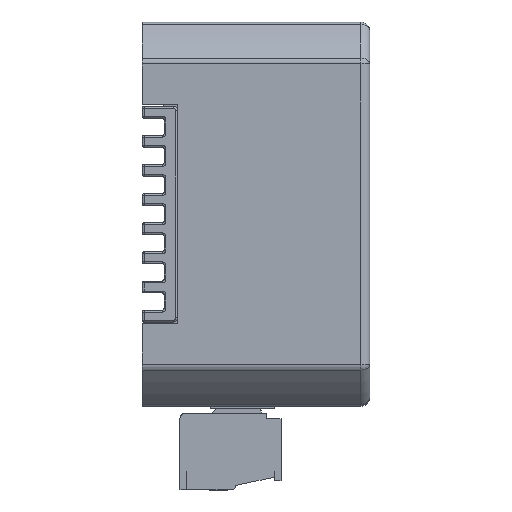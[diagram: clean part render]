
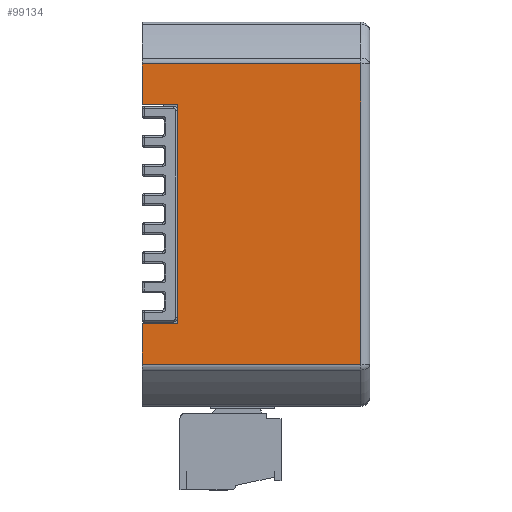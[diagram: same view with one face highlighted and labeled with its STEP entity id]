
A CAD part, left-side view. The second image highlights one B-rep face of the part: STEP entity #99134.
In plain terms, the highlighted planar face has unit normal (-1, 0, 0).
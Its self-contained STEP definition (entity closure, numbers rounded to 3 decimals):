
#308 = LINE ( 'NONE', #22080, #42000 ) ;
#3089 = EDGE_CURVE ( 'NONE', #97547, #75797, #37448, .T. ) ;
#4221 = CARTESIAN_POINT ( 'NONE',  ( -12.185, 36.502, 21.304 ) ) ;
#4909 = CARTESIAN_POINT ( 'NONE',  ( -12.185, 40.302, 21.204 ) ) ;
#5278 = VERTEX_POINT ( 'NONE', #105341 ) ;
#6387 = EDGE_CURVE ( 'NONE', #54718, #101703, #40395, .T. ) ;
#7457 = VECTOR ( 'NONE', #94033, 1000. ) ;
#8401 = CARTESIAN_POINT ( 'NONE',  ( -12.185, 36.602, 45.204 ) ) ;
#8538 = CIRCLE ( 'NONE', #21179, 0.1 ) ;
#8763 = VERTEX_POINT ( 'NONE', #49463 ) ;
#8791 = EDGE_CURVE ( 'NONE', #54718, #58860, #13186, .T. ) ;
#12603 = DIRECTION ( 'NONE',  ( 0., 0., 1. ) ) ;
#13186 = LINE ( 'NONE', #41481, #30094 ) ;
#13272 = DIRECTION ( 'NONE',  ( 0., 0., -1. ) ) ;
#14715 = AXIS2_PLACEMENT_3D ( 'NONE', #48509, #106791, #56824 ) ;
#15048 = CARTESIAN_POINT ( 'NONE',  ( -12.185, 16.402, 54.404 ) ) ;
#15712 = DIRECTION ( 'NONE',  ( 0., 1., 0. ) ) ;
#16115 = VERTEX_POINT ( 'NONE', #65132 ) ;
#16568 = LINE ( 'NONE', #71352, #58230 ) ;
#16795 = DIRECTION ( 'NONE',  ( 0., 0., -1. ) ) ;
#17290 = CARTESIAN_POINT ( 'NONE',  ( -12.185, 36.602, 21.404 ) ) ;
#17379 = EDGE_CURVE ( 'NONE', #97547, #16115, #8538, .T. ) ;
#17608 = DIRECTION ( 'NONE',  ( 1., 0., 0. ) ) ;
#21179 = AXIS2_PLACEMENT_3D ( 'NONE', #8401, #66683, #16795 ) ;
#22080 = CARTESIAN_POINT ( 'NONE',  ( -12.185, 40.402, 54.404 ) ) ;
#23382 = DIRECTION ( 'NONE',  ( 0., 0., 1. ) ) ;
#25589 = ORIENTED_EDGE ( 'NONE', *, *, #86139, .T. ) ;
#25601 = PLANE ( 'NONE',  #64085 ) ;
#25640 = DIRECTION ( 'NONE',  ( 0., 0., -1. ) ) ;
#27678 = DIRECTION ( 'NONE',  ( 0., -1., 0. ) ) ;
#28501 = EDGE_CURVE ( 'NONE', #64533, #58860, #79130, .T. ) ;
#30094 = VECTOR ( 'NONE', #83072, 1000. ) ;
#30448 = DIRECTION ( 'NONE',  ( 0., 0., -1. ) ) ;
#30952 = EDGE_CURVE ( 'NONE', #32165, #8763, #82881, .T. ) ;
#32165 = VERTEX_POINT ( 'NONE', #94800 ) ;
#34610 = LINE ( 'NONE', #94358, #98422 ) ;
#37448 = LINE ( 'NONE', #44122, #7457 ) ;
#40236 = EDGE_CURVE ( 'NONE', #5278, #72126, #34610, .T. ) ;
#40395 = CIRCLE ( 'NONE', #50077, 0.1 ) ;
#40434 = CARTESIAN_POINT ( 'NONE',  ( -12.185, 16.402, 16.812 ) ) ;
#41481 = CARTESIAN_POINT ( 'NONE',  ( -12.185, 40.402, 21.304 ) ) ;
#42000 = VECTOR ( 'NONE', #30448, 1000. ) ;
#42060 = ORIENTED_EDGE ( 'NONE', *, *, #46935, .T. ) ;
#42145 = ORIENTED_EDGE ( 'NONE', *, *, #60655, .T. ) ;
#43512 = LINE ( 'NONE', #15048, #85308 ) ;
#44122 = CARTESIAN_POINT ( 'NONE',  ( -12.185, 40.402, 45.304 ) ) ;
#46935 = EDGE_CURVE ( 'NONE', #101703, #5278, #308, .T. ) ;
#48497 = VECTOR ( 'NONE', #12603, 1000. ) ;
#48509 = CARTESIAN_POINT ( 'NONE',  ( -12.185, 40.302, 45.404 ) ) ;
#48856 = CARTESIAN_POINT ( 'NONE',  ( -12.185, 40.402, 49.796 ) ) ;
#49463 = CARTESIAN_POINT ( 'NONE',  ( -12.185, 40.402, 49.796 ) ) ;
#49646 = FACE_OUTER_BOUND ( 'NONE', #100166, .T. ) ;
#50077 = AXIS2_PLACEMENT_3D ( 'NONE', #4909, #63182, #13272 ) ;
#51122 = ORIENTED_EDGE ( 'NONE', *, *, #8791, .F. ) ;
#54718 = VERTEX_POINT ( 'NONE', #98737 ) ;
#55296 = DIRECTION ( 'NONE',  ( 0., 0., -1. ) ) ;
#56824 = DIRECTION ( 'NONE',  ( 0., 0., -1. ) ) ;
#58230 = VECTOR ( 'NONE', #55296, 1000. ) ;
#58716 = EDGE_CURVE ( 'NONE', #72126, #32165, #43512, .T. ) ;
#58860 = VERTEX_POINT ( 'NONE', #100972 ) ;
#60581 = VECTOR ( 'NONE', #15712, 1000. ) ;
#60655 = EDGE_CURVE ( 'NONE', #97629, #75797, #64909, .T. ) ;
#60826 = AXIS2_PLACEMENT_3D ( 'NONE', #17290, #75491, #25640 ) ;
#63182 = DIRECTION ( 'NONE',  ( -1., 0., 0. ) ) ;
#64085 = AXIS2_PLACEMENT_3D ( 'NONE', #67508, #17608, #75818 ) ;
#64525 = ORIENTED_EDGE ( 'NONE', *, *, #80588, .F. ) ;
#64533 = VERTEX_POINT ( 'NONE', #99521 ) ;
#64909 = CIRCLE ( 'NONE', #14715, 0.1 ) ;
#65132 = CARTESIAN_POINT ( 'NONE',  ( -12.185, 36.502, 45.204 ) ) ;
#66682 = ORIENTED_EDGE ( 'NONE', *, *, #3089, .F. ) ;
#66683 = DIRECTION ( 'NONE',  ( 1., 0., 0. ) ) ;
#67508 = CARTESIAN_POINT ( 'NONE',  ( -12.185, 40.402, 54.404 ) ) ;
#69912 = CARTESIAN_POINT ( 'NONE',  ( -12.185, 40.402, 45.404 ) ) ;
#70619 = LINE ( 'NONE', #4221, #48497 ) ;
#71352 = CARTESIAN_POINT ( 'NONE',  ( -12.185, 40.402, 54.404 ) ) ;
#72126 = VERTEX_POINT ( 'NONE', #40434 ) ;
#75491 = DIRECTION ( 'NONE',  ( 1., 0., 0. ) ) ;
#75797 = VERTEX_POINT ( 'NONE', #98170 ) ;
#75818 = DIRECTION ( 'NONE',  ( 0., 0., -1. ) ) ;
#76458 = CARTESIAN_POINT ( 'NONE',  ( -12.185, 36.602, 45.304 ) ) ;
#77342 = ORIENTED_EDGE ( 'NONE', *, *, #6387, .T. ) ;
#79130 = CIRCLE ( 'NONE', #60826, 0.1 ) ;
#80588 = EDGE_CURVE ( 'NONE', #64533, #16115, #70619, .T. ) ;
#82881 = LINE ( 'NONE', #48856, #60581 ) ;
#83072 = DIRECTION ( 'NONE',  ( 0., -1., 0. ) ) ;
#84816 = ORIENTED_EDGE ( 'NONE', *, *, #17379, .T. ) ;
#85308 = VECTOR ( 'NONE', #23382, 1000. ) ;
#86139 = EDGE_CURVE ( 'NONE', #8763, #97629, #16568, .T. ) ;
#87465 = CARTESIAN_POINT ( 'NONE',  ( -12.185, 40.402, 21.204 ) ) ;
#88610 = ORIENTED_EDGE ( 'NONE', *, *, #30952, .T. ) ;
#92585 = ORIENTED_EDGE ( 'NONE', *, *, #58716, .T. ) ;
#94033 = DIRECTION ( 'NONE',  ( 0., 1., 0. ) ) ;
#94358 = CARTESIAN_POINT ( 'NONE',  ( -12.185, 15.402, 16.812 ) ) ;
#94800 = CARTESIAN_POINT ( 'NONE',  ( -12.185, 16.402, 49.796 ) ) ;
#97547 = VERTEX_POINT ( 'NONE', #76458 ) ;
#97629 = VERTEX_POINT ( 'NONE', #69912 ) ;
#97879 = ORIENTED_EDGE ( 'NONE', *, *, #40236, .T. ) ;
#97896 = ORIENTED_EDGE ( 'NONE', *, *, #28501, .T. ) ;
#98170 = CARTESIAN_POINT ( 'NONE',  ( -12.185, 40.302, 45.304 ) ) ;
#98422 = VECTOR ( 'NONE', #27678, 1000. ) ;
#98737 = CARTESIAN_POINT ( 'NONE',  ( -12.185, 40.302, 21.304 ) ) ;
#99134 = ADVANCED_FACE ( 'NONE', ( #49646 ), #25601, .F. ) ;
#99521 = CARTESIAN_POINT ( 'NONE',  ( -12.185, 36.502, 21.404 ) ) ;
#100166 = EDGE_LOOP ( 'NONE', ( #51122, #77342, #42060, #97879, #92585, #88610, #25589, #42145, #66682, #84816, #64525, #97896 ) ) ;
#100972 = CARTESIAN_POINT ( 'NONE',  ( -12.185, 36.602, 21.304 ) ) ;
#101703 = VERTEX_POINT ( 'NONE', #87465 ) ;
#105341 = CARTESIAN_POINT ( 'NONE',  ( -12.185, 40.402, 16.812 ) ) ;
#106791 = DIRECTION ( 'NONE',  ( -1., 0., 0. ) ) ;
